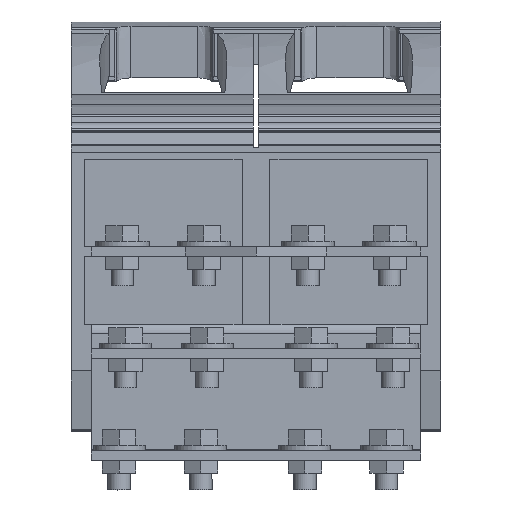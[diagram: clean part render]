
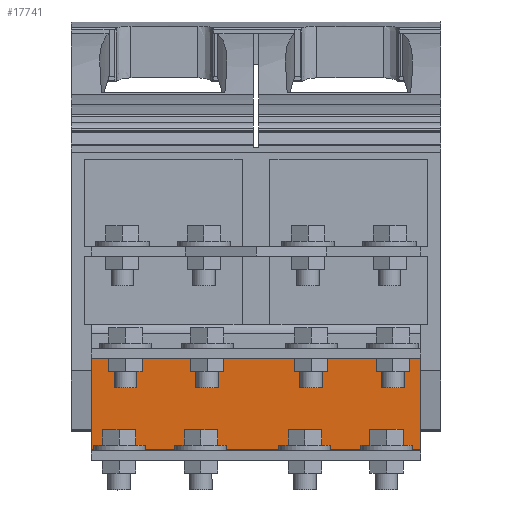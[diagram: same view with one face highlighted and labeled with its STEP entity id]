
A CAD part, top view. The second image highlights one B-rep face of the part: STEP entity #17741.
In plain terms, the highlighted planar face has unit normal (0, 0, 1).
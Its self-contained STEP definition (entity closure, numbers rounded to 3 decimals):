
#4697=DIRECTION('',(0.,1.,0.));
#4698=VECTOR('',#4697,49.);
#4699=CARTESIAN_POINT('',(-188.2,-42.5,1.731));
#4700=LINE('',#4699,#4698);
#4873=DIRECTION('',(0.,1.,0.));
#4874=VECTOR('',#4873,49.);
#4875=CARTESIAN_POINT('',(-10.9,-42.5,1.731));
#4876=LINE('',#4875,#4874);
#6578=DIRECTION('',(-1.,0.,0.));
#6579=VECTOR('',#6578,177.3);
#6580=CARTESIAN_POINT('',(-10.9,-42.5,1.731));
#6581=LINE('',#6580,#6579);
#6590=DIRECTION('',(-1.,0.,0.));
#6591=VECTOR('',#6590,177.3);
#6592=CARTESIAN_POINT('',(-10.9,6.5,1.731));
#6593=LINE('',#6592,#6591);
#9584=CARTESIAN_POINT('',(-10.9,-42.5,1.731));
#9585=CARTESIAN_POINT('',(-10.9,6.5,1.731));
#9586=VERTEX_POINT('',#9584);
#9587=VERTEX_POINT('',#9585);
#9604=CARTESIAN_POINT('',(-188.2,-42.5,1.731));
#9605=CARTESIAN_POINT('',(-188.2,6.5,1.731));
#9606=VERTEX_POINT('',#9604);
#9607=VERTEX_POINT('',#9605);
#17729=CARTESIAN_POINT('',(-10.9,-42.5,1.731));
#17730=DIRECTION('',(0.,0.,1.));
#17731=DIRECTION('',(0.,1.,0.));
#17732=AXIS2_PLACEMENT_3D('',#17729,#17730,#17731);
#17733=PLANE('',#17732);
#17734=ORIENTED_EDGE('',*,*,#15565,.F.);
#17735=ORIENTED_EDGE('',*,*,#17724,.T.);
#17736=ORIENTED_EDGE('',*,*,#15323,.T.);
#17738=ORIENTED_EDGE('',*,*,#17737,.F.);
#17739=EDGE_LOOP('',(#17734,#17735,#17736,#17738));
#17740=FACE_OUTER_BOUND('',#17739,.F.);
#17741=ADVANCED_FACE('',(#17740),#17733,.T.);
#15323=EDGE_CURVE('',#9606,#9607,#4700,.T.);
#15565=EDGE_CURVE('',#9586,#9587,#4876,.T.);
#17724=EDGE_CURVE('',#9586,#9606,#6581,.T.);
#17737=EDGE_CURVE('',#9587,#9607,#6593,.T.);
